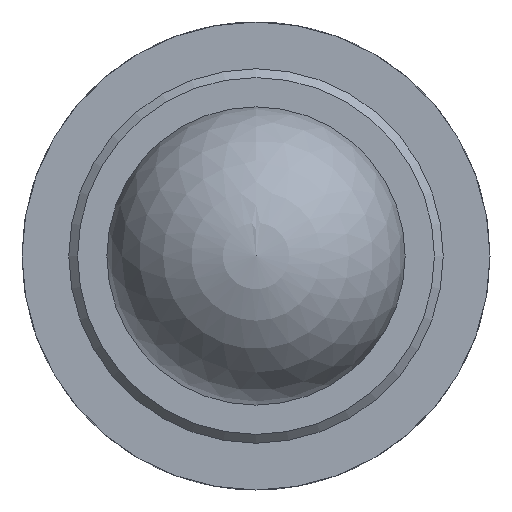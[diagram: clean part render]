
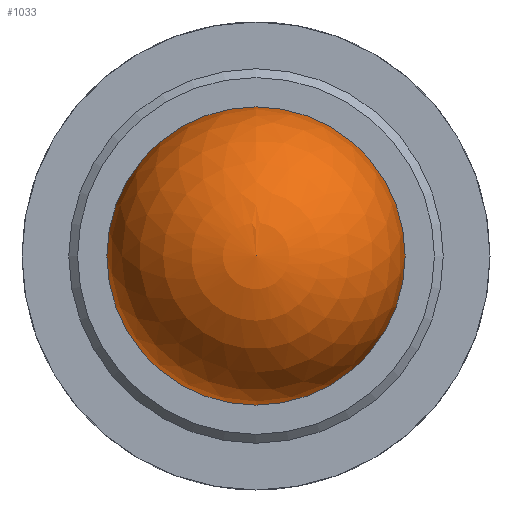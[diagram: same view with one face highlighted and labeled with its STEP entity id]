
A CAD part, front view. The second image highlights one B-rep face of the part: STEP entity #1033.
In plain terms, the highlighted spherical face has radius 12.75 mm.
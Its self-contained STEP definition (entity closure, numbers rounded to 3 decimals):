
#20=SPHERICAL_SURFACE('',#1195,12.75);
#137=FACE_OUTER_BOUND('',#221,.T.);
#221=EDGE_LOOP('',(#858,#859,#860,#861));
#394=CIRCLE('',#1193,12.75);
#395=CIRCLE('',#1194,12.75);
#396=CIRCLE('',#1196,12.75);
#479=VERTEX_POINT('',#1825);
#480=VERTEX_POINT('',#1826);
#481=VERTEX_POINT('',#1831);
#606=EDGE_CURVE('',#479,#480,#394,.T.);
#608=EDGE_CURVE('',#480,#479,#395,.T.);
#609=EDGE_CURVE('',#480,#481,#396,.T.);
#858=ORIENTED_EDGE('',*,*,#606,.T.);
#859=ORIENTED_EDGE('',*,*,#609,.T.);
#860=ORIENTED_EDGE('',*,*,#609,.F.);
#861=ORIENTED_EDGE('',*,*,#608,.T.);
#1033=ADVANCED_FACE('',(#137),#20,.T.);
#1193=AXIS2_PLACEMENT_3D('',#1827,#1515,#1516);
#1194=AXIS2_PLACEMENT_3D('',#1829,#1518,#1519);
#1195=AXIS2_PLACEMENT_3D('',#1830,#1520,#1521);
#1196=AXIS2_PLACEMENT_3D('',#1832,#1522,#1523);
#1515=DIRECTION('center_axis',(0.,-1.,0.));
#1516=DIRECTION('ref_axis',(1.,0.,0.));
#1518=DIRECTION('center_axis',(0.,-1.,0.));
#1519=DIRECTION('ref_axis',(1.,0.,0.));
#1520=DIRECTION('center_axis',(0.,1.,0.));
#1521=DIRECTION('ref_axis',(0.,0.,-1.));
#1522=DIRECTION('center_axis',(1.,0.,0.));
#1523=DIRECTION('ref_axis',(0.,0.,1.));
#1825=CARTESIAN_POINT('',(-20.099,-43.75,-1.651));
#1826=CARTESIAN_POINT('',(-7.349,-43.75,11.099));
#1827=CARTESIAN_POINT('Origin',(-7.349,-43.75,-1.651));
#1829=CARTESIAN_POINT('Origin',(-7.349,-43.75,-1.651));
#1830=CARTESIAN_POINT('Origin',(-7.349,-43.75,-1.651));
#1831=CARTESIAN_POINT('',(-7.349,-56.5,-1.651));
#1832=CARTESIAN_POINT('Origin',(-7.349,-43.75,-1.651));
